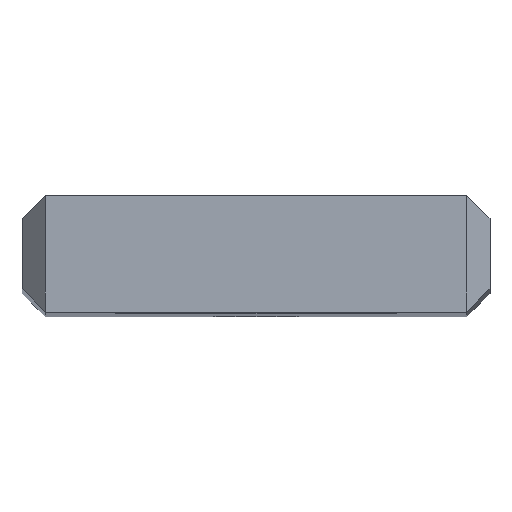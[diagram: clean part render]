
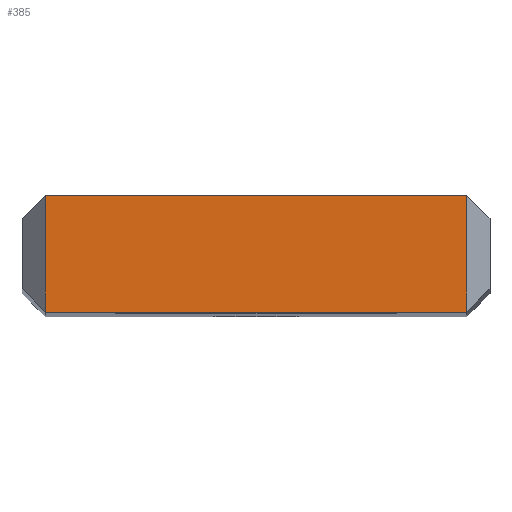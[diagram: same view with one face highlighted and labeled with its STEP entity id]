
A CAD part, top view. The second image highlights one B-rep face of the part: STEP entity #385.
In plain terms, the highlighted planar face has unit normal (0, 0, 1).
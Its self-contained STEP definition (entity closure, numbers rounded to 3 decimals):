
#43 = DIRECTION ( 'NONE',  ( 0., -1., 0. ) ) ;
#47 = VERTEX_POINT ( 'NONE', #535 ) ;
#72 = CARTESIAN_POINT ( 'NONE',  ( 19., 5., 0. ) ) ;
#82 = AXIS2_PLACEMENT_3D ( 'NONE', #670, #446, #150 ) ;
#96 = EDGE_LOOP ( 'NONE', ( #379, #474, #830, #858 ) ) ;
#150 = DIRECTION ( 'NONE',  ( -1., 0., 0. ) ) ;
#280 = VECTOR ( 'NONE', #797, 1000. ) ;
#319 = EDGE_CURVE ( 'NONE', #47, #392, #497, .T. ) ;
#336 = LINE ( 'NONE', #471, #697 ) ;
#376 = FACE_OUTER_BOUND ( 'NONE', #96, .T. ) ;
#379 = ORIENTED_EDGE ( 'NONE', *, *, #492, .T. ) ;
#385 = ADVANCED_FACE ( 'NONE', ( #376 ), #719, .F. ) ;
#392 = VERTEX_POINT ( 'NONE', #436 ) ;
#425 = VECTOR ( 'NONE', #43, 1000. ) ;
#436 = CARTESIAN_POINT ( 'NONE',  ( 1., 0., 0. ) ) ;
#446 = DIRECTION ( 'NONE',  ( 0., 0., -1. ) ) ;
#471 = CARTESIAN_POINT ( 'NONE',  ( 0., 5., 0. ) ) ;
#474 = ORIENTED_EDGE ( 'NONE', *, *, #850, .T. ) ;
#484 = CARTESIAN_POINT ( 'NONE',  ( 19., 5., 0. ) ) ;
#487 = VECTOR ( 'NONE', #758, 1000. ) ;
#492 = EDGE_CURVE ( 'NONE', #392, #604, #872, .T. ) ;
#497 = LINE ( 'NONE', #702, #425 ) ;
#535 = CARTESIAN_POINT ( 'NONE',  ( 1., 5., 0. ) ) ;
#552 = CARTESIAN_POINT ( 'NONE',  ( 0., 0., 0. ) ) ;
#570 = EDGE_CURVE ( 'NONE', #47, #720, #336, .T. ) ;
#604 = VERTEX_POINT ( 'NONE', #818 ) ;
#670 = CARTESIAN_POINT ( 'NONE',  ( 0., 5., 0. ) ) ;
#697 = VECTOR ( 'NONE', #914, 1000. ) ;
#702 = CARTESIAN_POINT ( 'NONE',  ( 1., 5., 0. ) ) ;
#719 = PLANE ( 'NONE',  #82 ) ;
#720 = VERTEX_POINT ( 'NONE', #484 ) ;
#758 = DIRECTION ( 'NONE',  ( 1., 0., 0. ) ) ;
#797 = DIRECTION ( 'NONE',  ( 0., 1., 0. ) ) ;
#818 = CARTESIAN_POINT ( 'NONE',  ( 19., 0., 0. ) ) ;
#830 = ORIENTED_EDGE ( 'NONE', *, *, #570, .F. ) ;
#850 = EDGE_CURVE ( 'NONE', #604, #720, #889, .T. ) ;
#858 = ORIENTED_EDGE ( 'NONE', *, *, #319, .T. ) ;
#872 = LINE ( 'NONE', #552, #487 ) ;
#889 = LINE ( 'NONE', #72, #280 ) ;
#914 = DIRECTION ( 'NONE',  ( 1., 0., 0. ) ) ;
